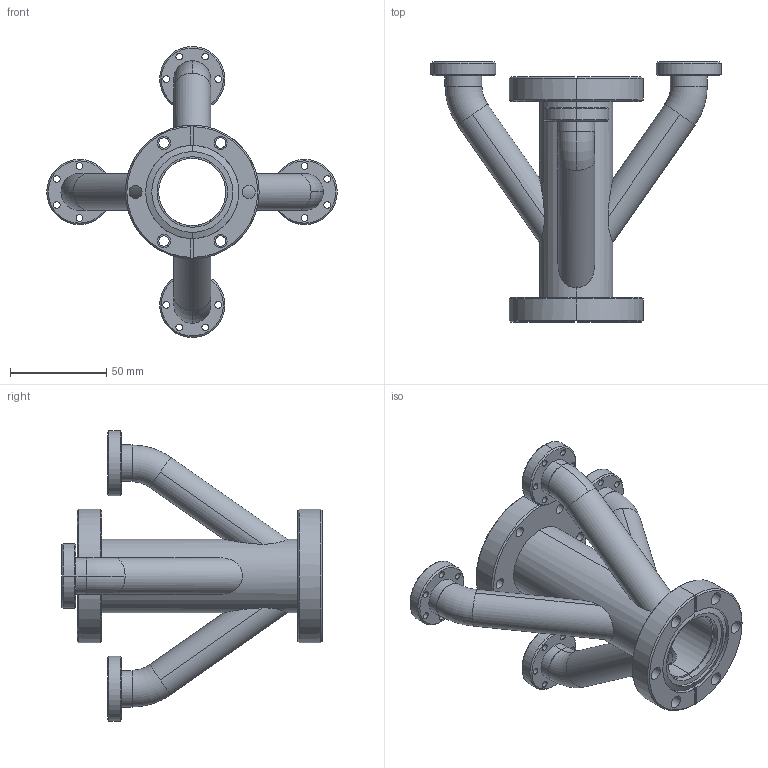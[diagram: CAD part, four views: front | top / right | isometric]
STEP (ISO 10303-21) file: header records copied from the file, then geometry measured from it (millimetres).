
FILE_DESCRIPTION (( 'STEP AP214' ), '1' );
FILE_NAME ('890208NW-01, RFH-275-275-4ES-PPE.STEP', '2019-05-01T19:23:39', ( '' ), ( '' ), 'SwSTEP 2.0', 'SolidWorks 2010', '' );
FILE_SCHEMA (( 'AUTOMOTIVE_DESIGN' ));
Length unit declared in the file: inch
Products named in the file (1): 890208NW-01, RFH-275-275-4ES-PPE
Bounding box: 150.55 x 134.82 x 150.8 mm (x, y, z)
Surface area: 83818.5 mm2 (no closed solid volume)
Topology: 0 solids, 15 shells, 240 faces, 620 edges, 404 vertices
Faces by surface type: cylinder 152, plane 44, cone 36, torus 8
Entity records: 12660 total; most frequent: CARTESIAN_POINT 3310, DIRECTION 1394, ORIENTED_EDGE 1176, EDGE_CURVE 620, AXIS2_PLACEMENT_3D 591, VERTEX_POINT 404, CIRCLE 350, EDGE_LOOP 344
